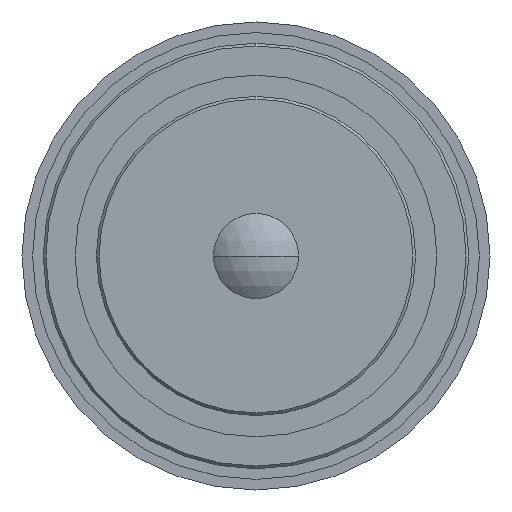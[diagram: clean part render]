
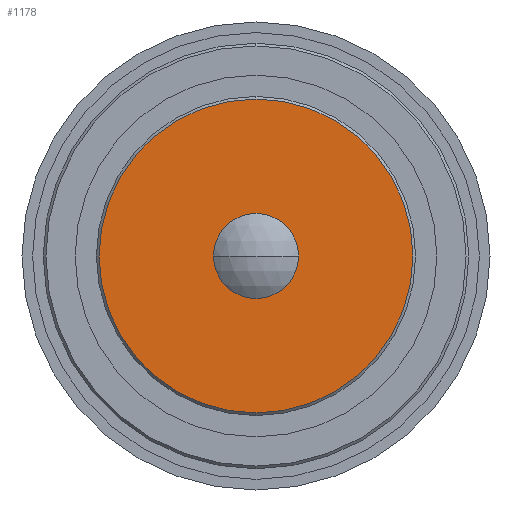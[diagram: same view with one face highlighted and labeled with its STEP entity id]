
A CAD part, left-side view. The second image highlights one B-rep face of the part: STEP entity #1178.
In plain terms, the highlighted planar face has unit normal (-1, 0, 0).
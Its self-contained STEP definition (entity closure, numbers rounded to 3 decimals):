
#72 = EDGE_LOOP ( 'NONE', ( #321, #710 ) ) ;
#96 = CARTESIAN_POINT ( 'NONE',  ( 0., 0., -14.75 ) ) ;
#149 = CIRCLE ( 'NONE', #1083, 14.75 ) ;
#192 = DIRECTION ( 'NONE',  ( -1., 0., 0. ) ) ;
#195 = AXIS2_PLACEMENT_3D ( 'NONE', #464, #553, #867 ) ;
#274 = AXIS2_PLACEMENT_3D ( 'NONE', #896, #192, #606 ) ;
#321 = ORIENTED_EDGE ( 'NONE', *, *, #681, .T. ) ;
#364 = EDGE_CURVE ( 'NONE', #901, #402, #776, .T. ) ;
#379 = CARTESIAN_POINT ( 'NONE',  ( 0., 0., -4. ) ) ;
#402 = VERTEX_POINT ( 'NONE', #662 ) ;
#464 = CARTESIAN_POINT ( 'NONE',  ( 0., 0., 0. ) ) ;
#508 = CARTESIAN_POINT ( 'NONE',  ( 0., 0., 14.75 ) ) ;
#553 = DIRECTION ( 'NONE',  ( -1., 0., 0. ) ) ;
#582 = CARTESIAN_POINT ( 'NONE',  ( 0., 0., 0. ) ) ;
#586 = DIRECTION ( 'NONE',  ( 0., 0., -1. ) ) ;
#606 = DIRECTION ( 'NONE',  ( 0., 0., -1. ) ) ;
#624 = PLANE ( 'NONE',  #677 ) ;
#653 = ORIENTED_EDGE ( 'NONE', *, *, #364, .F. ) ;
#662 = CARTESIAN_POINT ( 'NONE',  ( 0., 0., 4. ) ) ;
#677 = AXIS2_PLACEMENT_3D ( 'NONE', #705, #813, #1145 ) ;
#681 = EDGE_CURVE ( 'NONE', #1103, #1065, #149, .T. ) ;
#705 = CARTESIAN_POINT ( 'NONE',  ( 0., 15., 0. ) ) ;
#710 = ORIENTED_EDGE ( 'NONE', *, *, #1154, .T. ) ;
#711 = AXIS2_PLACEMENT_3D ( 'NONE', #582, #876, #1072 ) ;
#717 = ORIENTED_EDGE ( 'NONE', *, *, #922, .F. ) ;
#776 = CIRCLE ( 'NONE', #195, 4. ) ;
#813 = DIRECTION ( 'NONE',  ( 1., 0., 0. ) ) ;
#867 = DIRECTION ( 'NONE',  ( 0., 0., 1. ) ) ;
#876 = DIRECTION ( 'NONE',  ( -1., 0., 0. ) ) ;
#896 = CARTESIAN_POINT ( 'NONE',  ( 0., 0., 0. ) ) ;
#901 = VERTEX_POINT ( 'NONE', #379 ) ;
#922 = EDGE_CURVE ( 'NONE', #402, #901, #948, .T. ) ;
#936 = FACE_OUTER_BOUND ( 'NONE', #72, .T. ) ;
#948 = CIRCLE ( 'NONE', #711, 4. ) ;
#1065 = VERTEX_POINT ( 'NONE', #508 ) ;
#1072 = DIRECTION ( 'NONE',  ( 0., 0., 1. ) ) ;
#1083 = AXIS2_PLACEMENT_3D ( 'NONE', #1111, #1125, #586 ) ;
#1103 = VERTEX_POINT ( 'NONE', #96 ) ;
#1111 = CARTESIAN_POINT ( 'NONE',  ( 0., 0., 0. ) ) ;
#1125 = DIRECTION ( 'NONE',  ( -1., 0., 0. ) ) ;
#1145 = DIRECTION ( 'NONE',  ( 0., 0., -1. ) ) ;
#1154 = EDGE_CURVE ( 'NONE', #1065, #1103, #1199, .T. ) ;
#1178 = ADVANCED_FACE ( 'NONE', ( #936, #1350 ), #624, .F. ) ;
#1199 = CIRCLE ( 'NONE', #274, 14.75 ) ;
#1207 = EDGE_LOOP ( 'NONE', ( #717, #653 ) ) ;
#1350 = FACE_BOUND ( 'NONE', #1207, .T. ) ;
